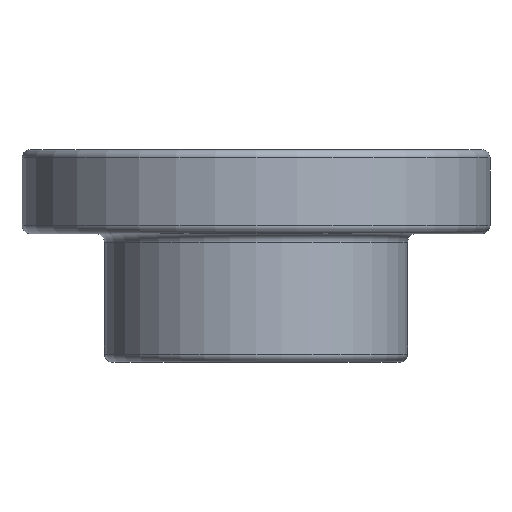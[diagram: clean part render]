
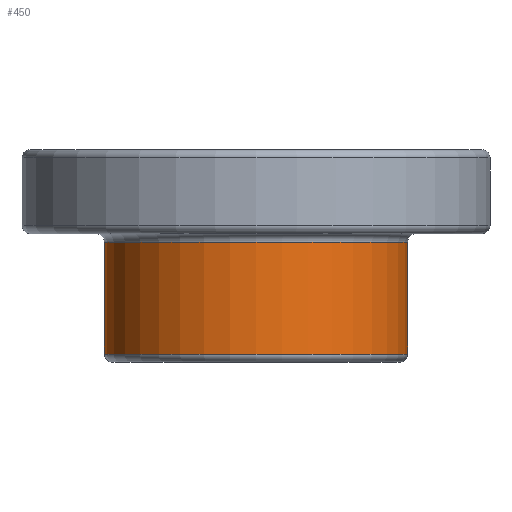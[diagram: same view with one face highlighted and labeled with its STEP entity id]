
A CAD part, front view. The second image highlights one B-rep face of the part: STEP entity #450.
In plain terms, the highlighted cylindrical face has radius 1.8 mm (diameter 3.6 mm), a full revolution.
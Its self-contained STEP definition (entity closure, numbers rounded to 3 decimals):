
#41=FACE_OUTER_BOUND('',#67,.T.);
#67=EDGE_LOOP('',(#338,#339,#340,#341,#342,#343));
#88=CIRCLE('',#496,1.8);
#89=CIRCLE('',#497,1.8);
#90=CIRCLE('',#499,1.8);
#91=CIRCLE('',#500,1.8);
#149=LINE('',#1066,#164);
#164=VECTOR('',#583,1.8);
#201=VERTEX_POINT('',#1057);
#202=VERTEX_POINT('',#1059);
#203=VERTEX_POINT('',#1063);
#204=VERTEX_POINT('',#1064);
#257=EDGE_CURVE('',#201,#202,#88,.T.);
#258=EDGE_CURVE('',#202,#201,#89,.T.);
#259=EDGE_CURVE('',#203,#204,#90,.T.);
#260=EDGE_CURVE('',#203,#202,#149,.T.);
#261=EDGE_CURVE('',#204,#203,#91,.T.);
#338=ORIENTED_EDGE('',*,*,#259,.F.);
#339=ORIENTED_EDGE('',*,*,#260,.T.);
#340=ORIENTED_EDGE('',*,*,#257,.F.);
#341=ORIENTED_EDGE('',*,*,#258,.F.);
#342=ORIENTED_EDGE('',*,*,#260,.F.);
#343=ORIENTED_EDGE('',*,*,#261,.F.);
#432=CYLINDRICAL_SURFACE('',#498,1.8);
#450=ADVANCED_FACE('',(#41),#432,.T.);
#496=AXIS2_PLACEMENT_3D('',#1060,#575,#576);
#497=AXIS2_PLACEMENT_3D('',#1061,#577,#578);
#498=AXIS2_PLACEMENT_3D('',#1062,#579,#580);
#499=AXIS2_PLACEMENT_3D('',#1065,#581,#582);
#500=AXIS2_PLACEMENT_3D('',#1067,#584,#585);
#575=DIRECTION('center_axis',(0.,0.,1.));
#576=DIRECTION('ref_axis',(0.,-1.,0.));
#577=DIRECTION('center_axis',(0.,0.,1.));
#578=DIRECTION('ref_axis',(0.,-1.,0.));
#579=DIRECTION('center_axis',(0.,0.,-1.));
#580=DIRECTION('ref_axis',(0.,1.,0.));
#581=DIRECTION('center_axis',(0.,0.,-1.));
#582=DIRECTION('ref_axis',(0.,-1.,0.));
#583=DIRECTION('',(0.,0.,1.));
#584=DIRECTION('center_axis',(0.,0.,-1.));
#585=DIRECTION('ref_axis',(0.,-1.,0.));
#1057=CARTESIAN_POINT('',(1.8,0.,-0.1));
#1059=CARTESIAN_POINT('',(0.,-1.8,-0.1));
#1060=CARTESIAN_POINT('Origin',(0.,0.,-0.1));
#1061=CARTESIAN_POINT('Origin',(0.,0.,-0.1));
#1062=CARTESIAN_POINT('Origin',(0.,0.,-0.765));
#1063=CARTESIAN_POINT('',(0.,-1.8,-1.43));
#1064=CARTESIAN_POINT('',(1.8,0.,-1.43));
#1065=CARTESIAN_POINT('Origin',(0.,0.,-1.43));
#1066=CARTESIAN_POINT('',(0.,-1.8,-0.765));
#1067=CARTESIAN_POINT('Origin',(0.,0.,-1.43));
